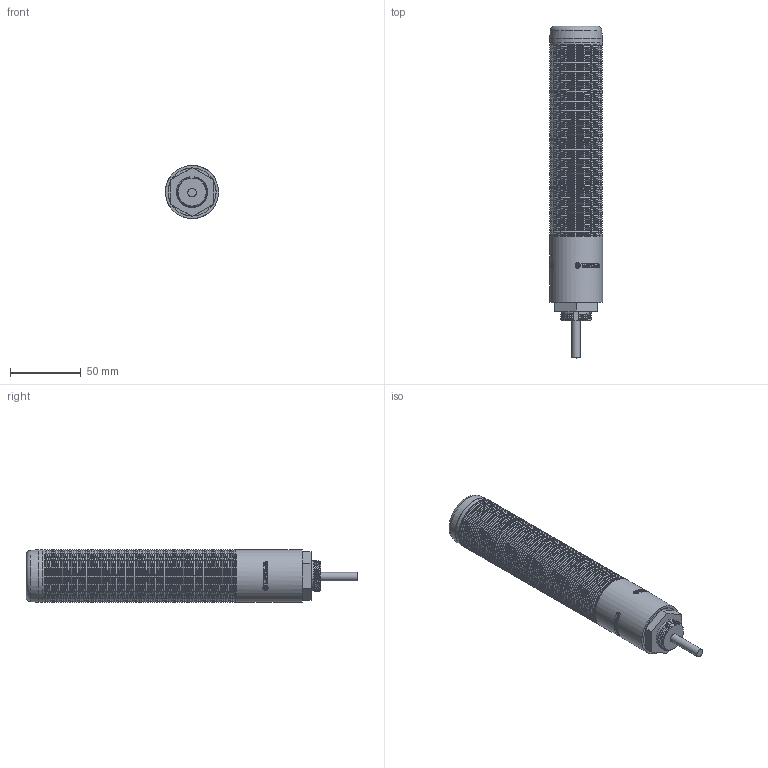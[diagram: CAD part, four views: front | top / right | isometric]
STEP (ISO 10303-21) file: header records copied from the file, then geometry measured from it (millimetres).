
FILE_DESCRIPTION(/* description */ (''),/* implementation_level */ '2;1');
FILE_NAME(/* name */ '800000007204_prt_000.step',/* time_stamp */ '2024-04-19T09:34:13+02:00',/* author */ ('CN_0009'),/* organization */ (''),/* preprocessor_version */ 'ST-DEVELOPER v19.2',/* originating_system */ 'Autodesk Inventor 2023',/* authorisation */ '');
FILE_SCHEMA (('AUTOMOTIVE_DESIGN { 1 0 10303 214 3 1 1 }'));
Products named in the file (1): 800000007204_prt_000_1
Bounding box: 37.6 x 234.9 x 37.7 mm (x, y, z)
Volume: 216920.8 mm3; surface area: 33072.9 mm2
Topology: 1 solids, 11 shells, 1181 faces, 3217 edges, 2136 vertices
Faces by surface type: plane 466, bspline 263, cone 191, torus 166, cylinder 95
Full cylindrical faces by diameter (mm): 6 x1, 34 x1, 35.1 x4, 37.5 x9
Entity records: 90769 total; most frequent: CARTESIAN_POINT 61059, ORIENTED_EDGE 6434, DIRECTION 5299, EDGE_CURVE 3217, VERTEX_POINT 2136, AXIS2_PLACEMENT_3D 2088, EDGE_LOOP 1269, FACE_OUTER_BOUND 1181
